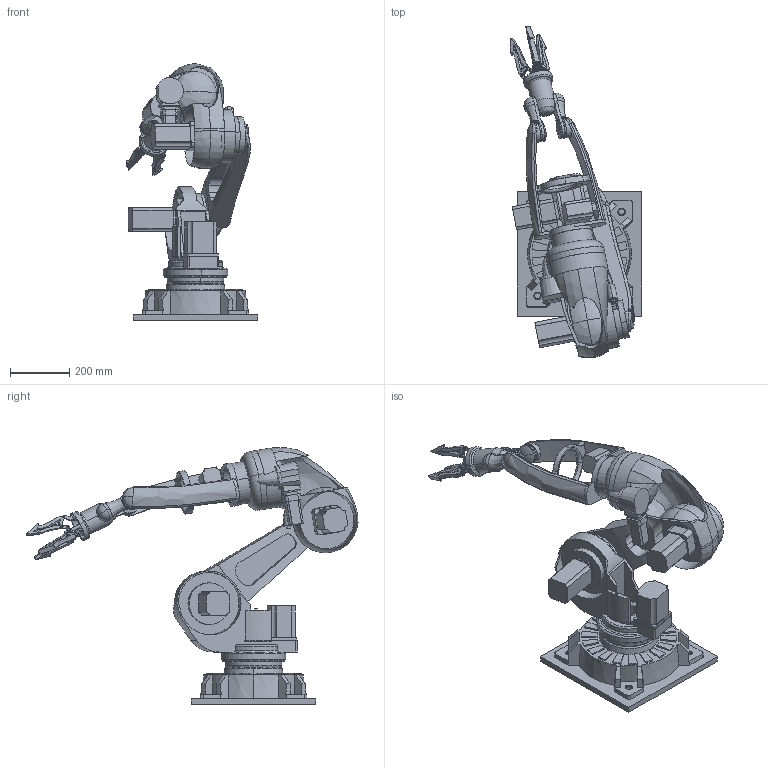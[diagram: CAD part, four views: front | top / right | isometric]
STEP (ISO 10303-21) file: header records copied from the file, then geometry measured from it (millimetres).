
FILE_DESCRIPTION(('CATIA V5 STEP Exchange'),'2;1');
FILE_NAME('Rob.stp','2014-08-25T13:59:24+00:00',('none'),('none'),'CATIA Version 5 Release 20 GA (IN-10)','CATIA V5 STEP AP203','none');
FILE_SCHEMA(('CONFIG_CONTROL_DESIGN'));
Products named in the file (1): Rob
Assembly tree (15 placements, depth 2):
  Rob
    #58
    #304
    #5761
    #13438
    #20437
    #28799
    #33240  x3
    #36093
    #36268
    #39277  x3
    #39658
Bounding box: 443.68 x 1117.71 x 865.78 mm (x, y, z)
Volume: 29033645.2 mm3; surface area: 2643408.5 mm2
Topology: 14 solids, 18 shells, 1206 faces, 3398 edges, 2271 vertices
Faces by surface type: plane 511, cylinder 448, bspline 103, torus 66, cone 48, sphere 24, revolution 6
Entity records: 45656 total; most frequent: CARTESIAN_POINT 19934, ORIENTED_EDGE 5952, DIRECTION 4033, EDGE_CURVE 2987, VERTEX_POINT 1997, AXIS2_PLACEMENT_3D 1806, VECTOR 1203, LINE 1203
